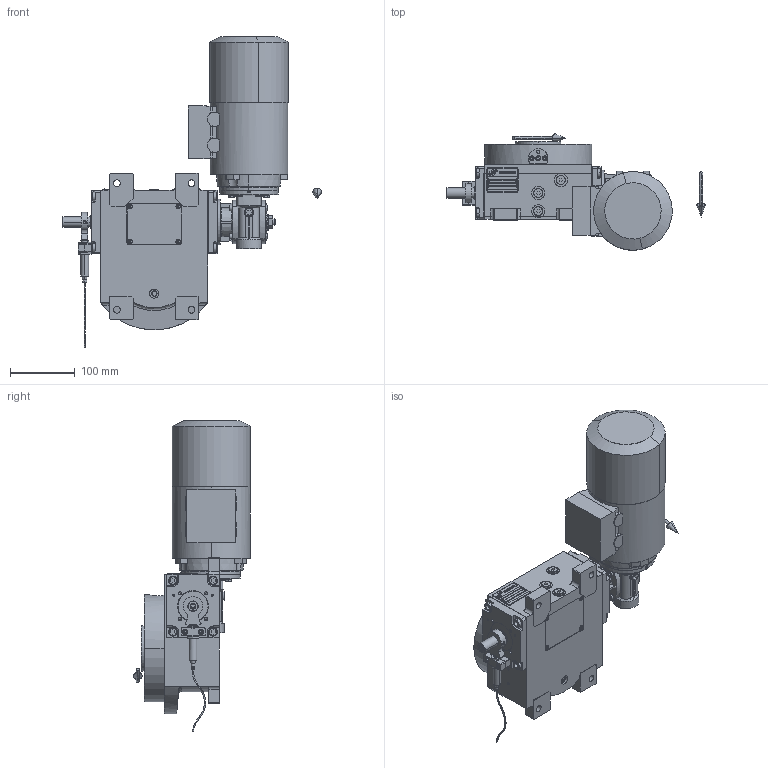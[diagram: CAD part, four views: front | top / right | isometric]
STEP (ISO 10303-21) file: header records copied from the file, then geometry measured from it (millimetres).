
FILE_DESCRIPTION (( 'STEP AP203' ), '1' );
FILE_NAME ('PC5201698.step', '2025-11-27T07:14:52', ( '' ), ( '' ), 'SwSTEP 2.0', 'SolidWorks 2020', '' );
FILE_SCHEMA (( 'CONFIG_CONTROL_DESIGN' ));
Length unit declared in the file: millimetre
Products named in the file (77): cfn2000_01_147; rig04_007_master; PC5201698; BM63B14; RIG04_005_ASM.stp; CFN2223_01-390X6-B.stp; CFN2155_01_007.stp; cfn2000_01_129; cfn2003_01_063; rig04_001_a; cfn2115_02_213; 900_38_30_003; cfn2128_04_011; CFN2203_02_001.stp; freccia_angolare_albero; cfn2010_01_015.prt; rig04_002_bl; rig04_004; AS_rig04_002_bl; CFN2010_01_006.stp; rig04_015; RIG04_005_AF0.stp; AS_900_38_11_019; cfn2107_01_001; CFN2000_01_185.stp; 900_38_11_019; cfn2151_01_087; cfn2476_01_001_48x38; cfn2115_01_001; cfn2151_01_092; AS_cfn2476_01_001_48x38; rig04_071_8_m.stp; AS_900_38_30_003; cfn2104_01_016; cfn2070_05_001; CFN2356_03_051.stp; cfn2000_01_161; cfn2155_01_055; AS_rig04_015; cfn2073_01_011 ...
Assembly tree (69 placements, depth 5):
  rig04_007_master
  PC5201698
    rig04_001_a
    AS_cfn2476_01_001_48x38
      cfn2476_01_001_48x38
      cfn2107_01_001
      cfn2107_01_001
    AS_rig04_071_8_m
      rig04_071_8_m.stp
        RIG04_005_ASM.stp
          RIG04_005_AF0.stp
          RIG06_021_AF0.stp
          CFN2000_01_185.stp
          CFN2000_01_185.stp
          CFN2104_02_017.stp
        CFN2155_01_007.stp
        CFN2010_02_002.stp
      rig04_003_8
      cfn2000_01_147
      cfn2000_01_147
      cfn2000_01_147
      cfn2000_01_147
      cfn2000_01_147
      cfn2000_01_147
      cfn2000_01_147
      cfn2000_01_147
      cfn2104_01_016  x2
    cfn2073_01_011
    AS_rig04_004
      rig04_004
      cfn2155_01_055
      cfn2070_05_001
      cfn2000_01_129  x2
      cfn2000_01_129
      cfn2000_01_129
    AS_rig04_004
      rig04_004
      cfn2155_01_055
      cfn2070_05_001
      cfn2000_01_129  x2
      cfn2000_01_129
      cfn2000_01_129
    AS_rig04_002_bl
      rig04_002_bl
      cfn2115_01_001
    cfn2128_04_011
    cfn2128_04_011
    cfn2128_04_011
    cfn2128_05_006
    AS_rig04_015
      rig04_015
      cfn2003_01_063
      cfn2003_01_063
      cfn2003_01_063
      cfn2003_01_063
    freccia_angolare_albero
    freccia_angolare
    AS_900_38_30_003
      900_38_30_003
      cfn2000_01_161
Bounding box: 398.5 x 179.85 x 479.06 mm (x, y, z)
Volume: 4363878.9 mm3; surface area: 596152.8 mm2
Topology: 72 solids, 74 shells, 2994 faces, 7341 edges, 4683 vertices
Faces by surface type: plane 1514, cylinder 925, cone 427, torus 111, bspline 11, sphere 6
Entity records: 100881 total; most frequent: CARTESIAN_POINT 23655, DIRECTION 14590, ORIENTED_EDGE 14132, EDGE_CURVE 7068, AXIS2_PLACEMENT_3D 5171, VERTEX_POINT 4567, VECTOR 4248, LINE 4248
